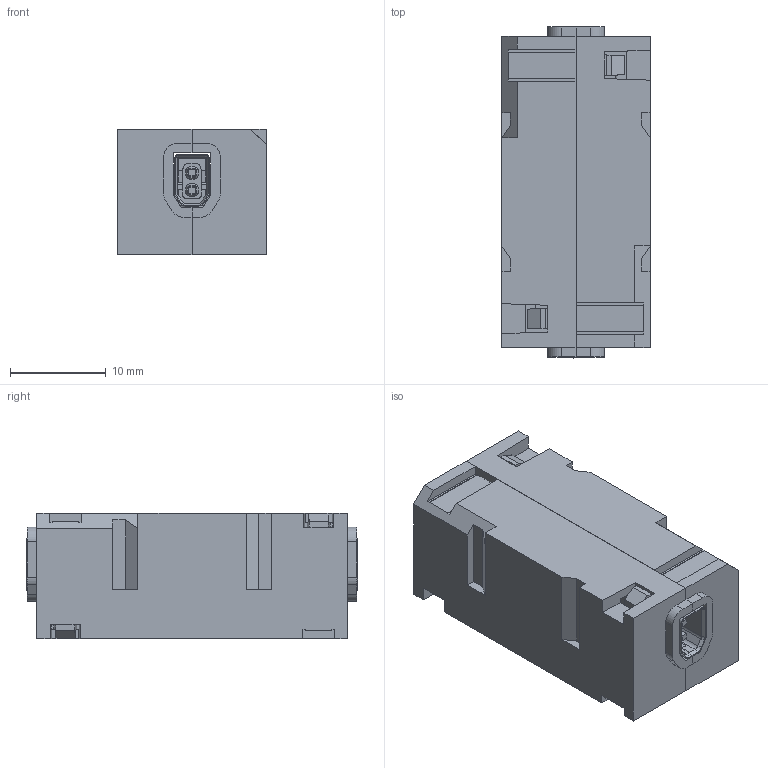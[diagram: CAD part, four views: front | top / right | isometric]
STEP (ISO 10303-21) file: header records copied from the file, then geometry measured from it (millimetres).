
FILE_DESCRIPTION(('CATIA V5 STEP Exchange','CAx-IF Rec.Pracs.--- Model Styling and Organization---1.4--- 2014-01-23'),'2;1');
FILE_NAME ('1411416-3_1_2861260000_2861260000.stp','2022-11-11T07:19:49+00:00',('none'),('Weidmueller'),'CATIA Version 5-6 Release 2016 SP3 HF44','CATIA V5 STEP AP214','none');
FILE_SCHEMA(('AUTOMOTIVE_DESIGN { 1 0 10303 214 1 1 1 1 }'));
Length unit declared in the file: millimetre
Products named in the file (1): 2861260000
Bounding box: 15.5 x 34.7 x 13.15 mm (x, y, z)
Volume: 2722.9 mm3; surface area: 6861.5 mm2
Topology: 23 solids, 23 shells, 1334 faces, 3684 edges, 2432 vertices
Faces by surface type: plane 880, cylinder 418, cone 36
Entity records: 42188 total; most frequent: CARTESIAN_POINT 9681, ORIENTED_EDGE 7368, DIRECTION 5502, EDGE_CURVE 3684, VECTOR 2774, LINE 2774, VERTEX_POINT 2432, AXIS2_PLACEMENT_3D 1681
